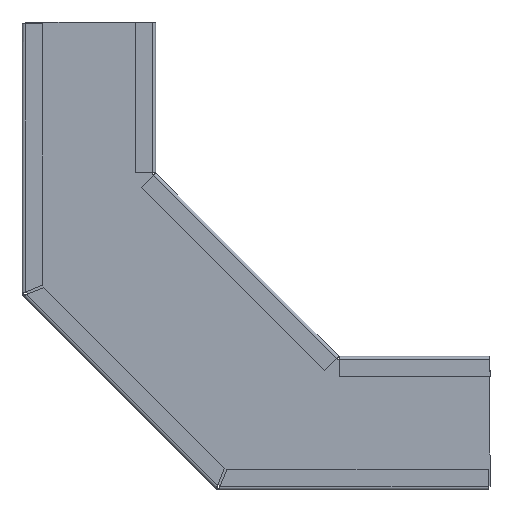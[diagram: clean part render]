
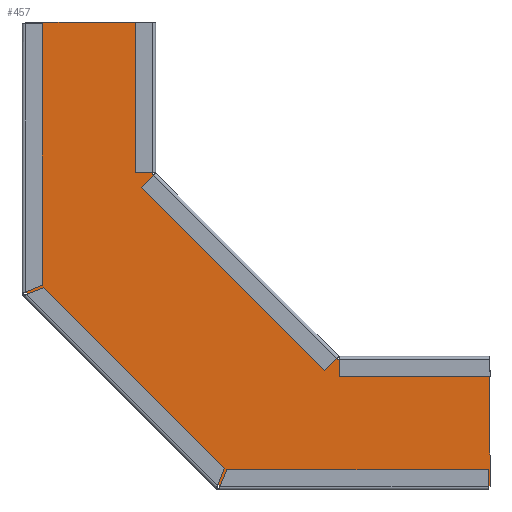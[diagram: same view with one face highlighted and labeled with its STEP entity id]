
A CAD part, front view. The second image highlights one B-rep face of the part: STEP entity #457.
In plain terms, the highlighted planar face has unit normal (0, -1, 0).
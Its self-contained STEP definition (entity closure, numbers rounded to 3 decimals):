
#90 = EDGE_LOOP ( 'NONE', ( #4680, #574, #4917, #3866, #3855, #4108, #810, #2018 ) ) ;
#181 = LINE ( 'NONE', #2944, #2324 ) ;
#228 = DIRECTION ( 'NONE',  ( 0., -1., 0. ) ) ;
#268 = CARTESIAN_POINT ( 'NONE',  ( -47.5, -1., 0. ) ) ;
#270 = CARTESIAN_POINT ( 'NONE',  ( 186., -1., -252.5 ) ) ;
#325 = CARTESIAN_POINT ( 'NONE',  ( 98.5, -1., -347.5 ) ) ;
#362 = VERTEX_POINT ( 'NONE', #4594 ) ;
#388 = DIRECTION ( 'NONE',  ( 1., 0., 0. ) ) ;
#457 = ADVANCED_FACE ( 'NONE', ( #1950 ), #648, .T. ) ;
#527 = LINE ( 'NONE', #3567, #2765 ) ;
#572 = VERTEX_POINT ( 'NONE', #1797 ) ;
#574 = ORIENTED_EDGE ( 'NONE', *, *, #3165, .F. ) ;
#631 = VERTEX_POINT ( 'NONE', #4457 ) ;
#648 = PLANE ( 'NONE',  #4053 ) ;
#810 = ORIENTED_EDGE ( 'NONE', *, *, #4486, .F. ) ;
#1033 = CARTESIAN_POINT ( 'NONE',  ( 300., -1., -252.5 ) ) ;
#1190 = VECTOR ( 'NONE', #388, 1000. ) ;
#1287 = DIRECTION ( 'NONE',  ( 0., 0., -1. ) ) ;
#1288 = VERTEX_POINT ( 'NONE', #1531 ) ;
#1363 = DIRECTION ( 'NONE',  ( 0., 0., -1. ) ) ;
#1391 = VERTEX_POINT ( 'NONE', #2105 ) ;
#1531 = CARTESIAN_POINT ( 'NONE',  ( -47.5, -1., 0. ) ) ;
#1605 = DIRECTION ( 'NONE',  ( 0., 0., -1. ) ) ;
#1634 = EDGE_CURVE ( 'NONE', #631, #2154, #181, .T. ) ;
#1730 = VERTEX_POINT ( 'NONE', #1033 ) ;
#1797 = CARTESIAN_POINT ( 'NONE',  ( -47.5, -1., -201.5 ) ) ;
#1946 = CARTESIAN_POINT ( 'NONE',  ( 47.5, -1., -114. ) ) ;
#1950 = FACE_OUTER_BOUND ( 'NONE', #90, .T. ) ;
#2018 = ORIENTED_EDGE ( 'NONE', *, *, #2584, .F. ) ;
#2067 = CARTESIAN_POINT ( 'NONE',  ( -47.5, -1., -201.5 ) ) ;
#2105 = CARTESIAN_POINT ( 'NONE',  ( 98.5, -1., -347.5 ) ) ;
#2131 = LINE ( 'NONE', #4236, #1190 ) ;
#2154 = VERTEX_POINT ( 'NONE', #1946 ) ;
#2190 = EDGE_CURVE ( 'NONE', #1730, #362, #4685, .T. ) ;
#2297 = DIRECTION ( 'NONE',  ( 0.707, 0., -0.707 ) ) ;
#2324 = VECTOR ( 'NONE', #1363, 1000. ) ;
#2328 = EDGE_CURVE ( 'NONE', #1391, #572, #4669, .T. ) ;
#2424 = VECTOR ( 'NONE', #1605, 1000. ) ;
#2560 = LINE ( 'NONE', #270, #4512 ) ;
#2584 = EDGE_CURVE ( 'NONE', #2154, #4062, #2560, .T. ) ;
#2765 = VECTOR ( 'NONE', #4651, 1000. ) ;
#2897 = VECTOR ( 'NONE', #3218, 1000. ) ;
#2944 = CARTESIAN_POINT ( 'NONE',  ( 47.5, -1., -114. ) ) ;
#3033 = VECTOR ( 'NONE', #3089, 1000. ) ;
#3059 = EDGE_CURVE ( 'NONE', #362, #1391, #3257, .T. ) ;
#3089 = DIRECTION ( 'NONE',  ( -1., 0., 0. ) ) ;
#3165 = EDGE_CURVE ( 'NONE', #1288, #631, #2131, .T. ) ;
#3218 = DIRECTION ( 'NONE',  ( -0.707, 0., 0.707 ) ) ;
#3257 = LINE ( 'NONE', #325, #3033 ) ;
#3537 = VECTOR ( 'NONE', #4113, 1000. ) ;
#3567 = CARTESIAN_POINT ( 'NONE',  ( 300., -1., -252.5 ) ) ;
#3672 = CARTESIAN_POINT ( 'NONE',  ( 186., -1., -252.5 ) ) ;
#3855 = ORIENTED_EDGE ( 'NONE', *, *, #3059, .F. ) ;
#3866 = ORIENTED_EDGE ( 'NONE', *, *, #2328, .F. ) ;
#3891 = CARTESIAN_POINT ( 'NONE',  ( 300., -1., -347.5 ) ) ;
#4053 = AXIS2_PLACEMENT_3D ( 'NONE', #4477, #228, #1287 ) ;
#4062 = VERTEX_POINT ( 'NONE', #3672 ) ;
#4108 = ORIENTED_EDGE ( 'NONE', *, *, #2190, .F. ) ;
#4113 = DIRECTION ( 'NONE',  ( 0., 0., 1. ) ) ;
#4221 = EDGE_CURVE ( 'NONE', #572, #1288, #4608, .T. ) ;
#4236 = CARTESIAN_POINT ( 'NONE',  ( 47.5, -1., 0. ) ) ;
#4457 = CARTESIAN_POINT ( 'NONE',  ( 47.5, -1., 0. ) ) ;
#4477 = CARTESIAN_POINT ( 'NONE',  ( 0., -1., 0. ) ) ;
#4486 = EDGE_CURVE ( 'NONE', #4062, #1730, #527, .T. ) ;
#4512 = VECTOR ( 'NONE', #2297, 1000. ) ;
#4594 = CARTESIAN_POINT ( 'NONE',  ( 300., -1., -347.5 ) ) ;
#4608 = LINE ( 'NONE', #268, #3537 ) ;
#4651 = DIRECTION ( 'NONE',  ( 1., 0., 0. ) ) ;
#4669 = LINE ( 'NONE', #2067, #2897 ) ;
#4680 = ORIENTED_EDGE ( 'NONE', *, *, #1634, .F. ) ;
#4685 = LINE ( 'NONE', #3891, #2424 ) ;
#4917 = ORIENTED_EDGE ( 'NONE', *, *, #4221, .F. ) ;
